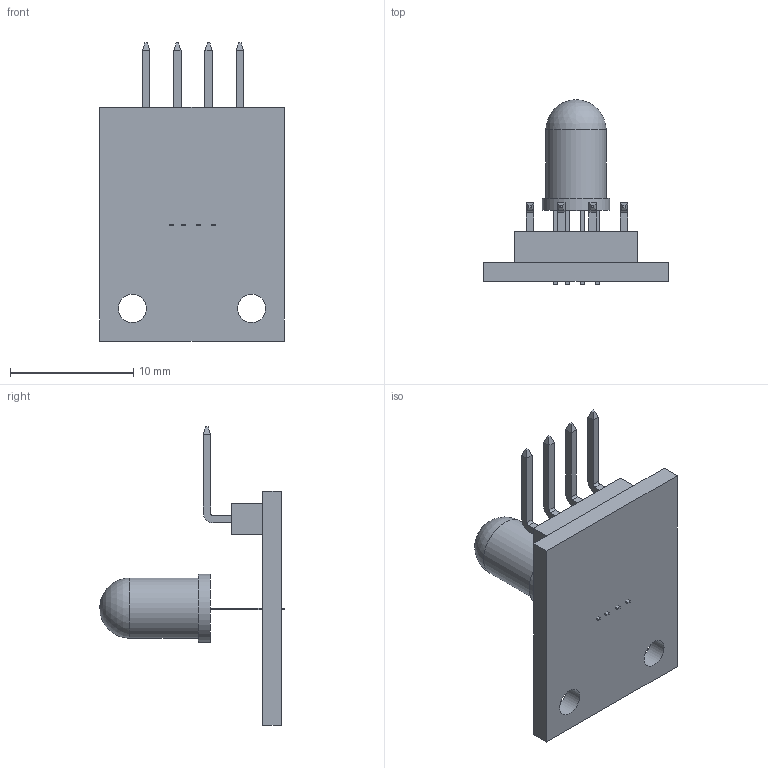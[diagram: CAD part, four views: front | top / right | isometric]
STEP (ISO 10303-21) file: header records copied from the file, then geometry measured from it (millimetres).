
FILE_DESCRIPTION(/* description */ (''),/* implementation_level */ '2;1');
FILE_NAME(/* name */ 'Led RGB for arduino v1.step',/* time_stamp */ '2025-06-11T22:29:33+08:00',/* author */ (''),/* organization */ (''),/* preprocessor_version */ 'ST-DEVELOPER v20.1',/* originating_system */ 'Autodesk Translation Framework v14.10.0.0',/* authorisation */ '');
FILE_SCHEMA (('AUTOMOTIVE_DESIGN { 1 0 10303 214 3 1 1 }'));
Length unit declared in the file: millimetre
Products named in the file (1): Led RGB v1
Bounding box: 15 x 15 x 24.23 mm (x, y, z)
Volume: 652.8 mm3; surface area: 1072.5 mm2
Topology: 11 solids, 11 shells, 99 faces, 215 edges, 138 vertices
Faces by surface type: plane 86, cylinder 12, sphere 1
Full cylindrical faces by diameter (mm): 2.3 x2, 4.9 x1, 5.5 x1
Entity records: 2708 total; most frequent: CARTESIAN_POINT 452, DIRECTION 440, ORIENTED_EDGE 428, EDGE_CURVE 214, LINE 188, VECTOR 188, VERTEX_POINT 138, AXIS2_PLACEMENT_3D 126
